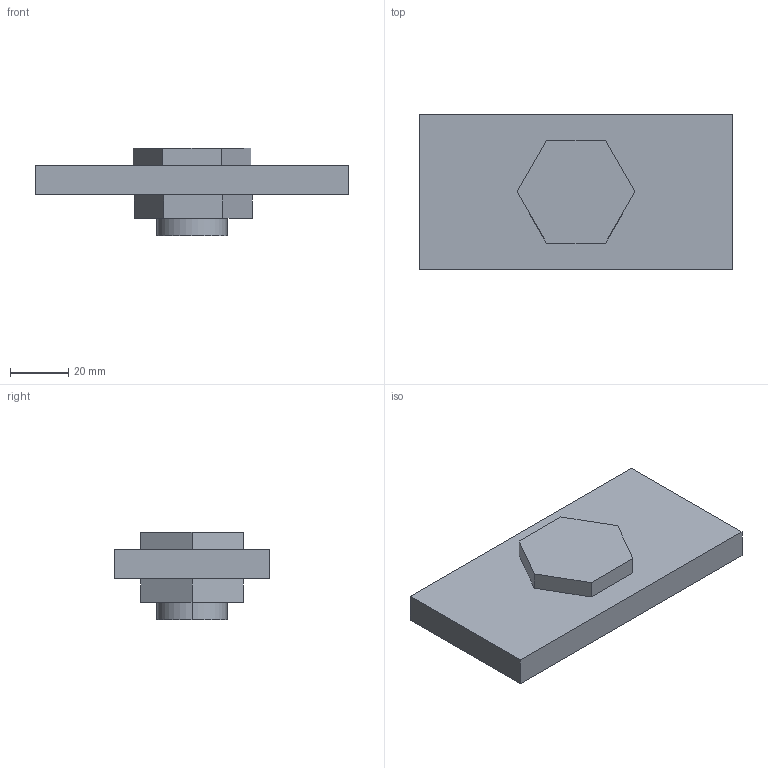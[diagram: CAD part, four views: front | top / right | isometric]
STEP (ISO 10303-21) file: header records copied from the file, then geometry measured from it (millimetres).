
FILE_DESCRIPTION(('CATIA V5 STEP Exchange'),'2;1');
FILE_NAME('Product1.stp','2020-11-11T05:50:33+00:00',('none'),('none'),'CATIA Version 5 Release 20 GA (IN-10)','CATIA V5 STEP AP203','none');
FILE_SCHEMA(('CONFIG_CONTROL_DESIGN'));
Length unit declared in the file: millimetre
Products named in the file (4): 产品1; 产品2; 产品3; 产品4
Assembly tree (6 placements, depth 3):
  产品1
    产品2
      #66
    产品3
      #327
    产品4
      #660
Bounding box: 107.52 x 53.4 x 30 mm (x, y, z)
Volume: 74979.3 mm3; surface area: 21999 mm2
Topology: 3 solids, 3 shells, 29 faces, 66 edges, 44 vertices
Faces by surface type: plane 23, cylinder 6
Entity records: 956 total; most frequent: CARTESIAN_POINT 148, DIRECTION 142, ORIENTED_EDGE 132, EDGE_CURVE 66, VECTOR 54, LINE 54, AXIS2_PLACEMENT_3D 50, VERTEX_POINT 44
